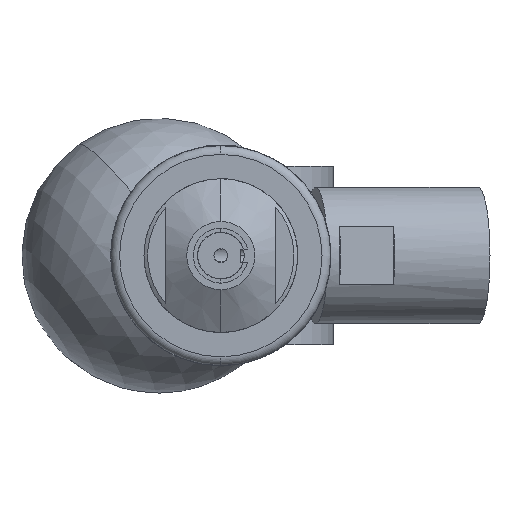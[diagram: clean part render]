
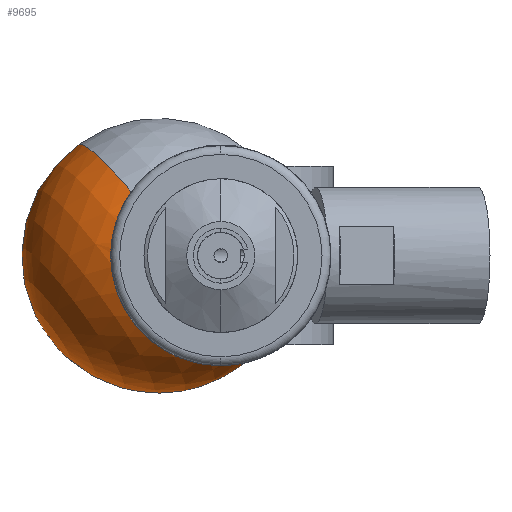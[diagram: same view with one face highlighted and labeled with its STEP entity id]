
A CAD part, left-side view. The second image highlights one B-rep face of the part: STEP entity #9695.
In plain terms, the highlighted spherical face has radius 15.875 mm.
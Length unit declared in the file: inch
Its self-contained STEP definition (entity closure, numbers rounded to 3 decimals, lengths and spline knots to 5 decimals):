
#85 = VERTEX_POINT ( 'NONE', #3027 ) ;
#297 = CIRCLE ( 'NONE', #9340, 0.625 ) ;
#771 = CIRCLE ( 'NONE', #11292, 0.625 ) ;
#1078 = CARTESIAN_POINT ( 'NONE',  ( 6.60165, 0.19044, 0. ) ) ;
#1133 = EDGE_CURVE ( 'NONE', #14392, #5403, #771, .T. ) ;
#1499 = DIRECTION ( 'NONE',  ( 0., 0.59, 0.808 ) ) ;
#1566 = DIRECTION ( 'NONE',  ( -0.127, 0.801, -0.585 ) ) ;
#1874 = EDGE_CURVE ( 'NONE', #85, #7996, #10851, .T. ) ;
#2470 = FACE_OUTER_BOUND ( 'NONE', #5419, .T. ) ;
#3027 = CARTESIAN_POINT ( 'NONE',  ( 6.62453, 0.04597, -0.20274 ) ) ;
#3227 = EDGE_CURVE ( 'NONE', #7996, #5403, #7280, .T. ) ;
#3549 = CARTESIAN_POINT ( 'NONE',  ( 7.78472, 0.37782, 0. ) ) ;
#4104 = DIRECTION ( 'NONE',  ( 0.127, -0.801, 0.585 ) ) ;
#5079 = DIRECTION ( 'NONE',  ( 0.127, -0.801, 0.585 ) ) ;
#5162 = SPHERICAL_SURFACE ( 'NONE', #14010, 0.625 ) ;
#5403 = VERTEX_POINT ( 'NONE', #9909 ) ;
#5419 = EDGE_LOOP ( 'NONE', ( #7735, #6850, #8176, #9186 ) ) ;
#5956 = DIRECTION ( 'NONE',  ( 0.988, 0.156, 0. ) ) ;
#6588 = DIRECTION ( 'NONE',  ( 0.127, -0.801, 0.585 ) ) ;
#6850 = ORIENTED_EDGE ( 'NONE', *, *, #9742, .T. ) ;
#7280 = CIRCLE ( 'NONE', #11705, 0.25 ) ;
#7735 = ORIENTED_EDGE ( 'NONE', *, *, #1133, .F. ) ;
#7813 = DIRECTION ( 'NONE',  ( 0.988, 0.156, 0. ) ) ;
#7996 = VERTEX_POINT ( 'NONE', #10707 ) ;
#8176 = ORIENTED_EDGE ( 'NONE', *, *, #1874, .T. ) ;
#8540 = CARTESIAN_POINT ( 'NONE',  ( 7.16742, 0.28004, 0. ) ) ;
#9186 = ORIENTED_EDGE ( 'NONE', *, *, #3227, .T. ) ;
#9340 = AXIS2_PLACEMENT_3D ( 'NONE', #8540, #1566, #1499 ) ;
#9695 = ADVANCED_FACE ( 'NONE', ( #2470 ), #5162, .T. ) ;
#9742 = EDGE_CURVE ( 'NONE', #14392, #85, #297, .T. ) ;
#9909 = CARTESIAN_POINT ( 'NONE',  ( 6.57877, 0.3349, 0.20274 ) ) ;
#10707 = CARTESIAN_POINT ( 'NONE',  ( 6.56993, 0.39068, -0.14627 ) ) ;
#10767 = CARTESIAN_POINT ( 'NONE',  ( 7.16742, 0.28004, 0. ) ) ;
#10851 = CIRCLE ( 'NONE', #13553, 0.25 ) ;
#11068 = DIRECTION ( 'NONE',  ( 0.092, -0.578, -0.811 ) ) ;
#11292 = AXIS2_PLACEMENT_3D ( 'NONE', #13793, #4104, #12622 ) ;
#11705 = AXIS2_PLACEMENT_3D ( 'NONE', #1078, #5956, #12161 ) ;
#12161 = DIRECTION ( 'NONE',  ( 0.127, -0.801, 0.585 ) ) ;
#12622 = DIRECTION ( 'NONE',  ( 0., -0.59, -0.808 ) ) ;
#13553 = AXIS2_PLACEMENT_3D ( 'NONE', #13880, #7813, #6588 ) ;
#13793 = CARTESIAN_POINT ( 'NONE',  ( 7.16742, 0.28004, 0. ) ) ;
#13880 = CARTESIAN_POINT ( 'NONE',  ( 6.60165, 0.19044, 0. ) ) ;
#14010 = AXIS2_PLACEMENT_3D ( 'NONE', #10767, #5079, #11068 ) ;
#14392 = VERTEX_POINT ( 'NONE', #3549 ) ;
